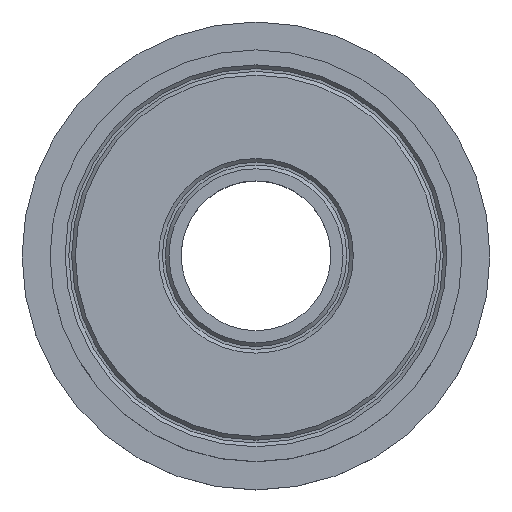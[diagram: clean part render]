
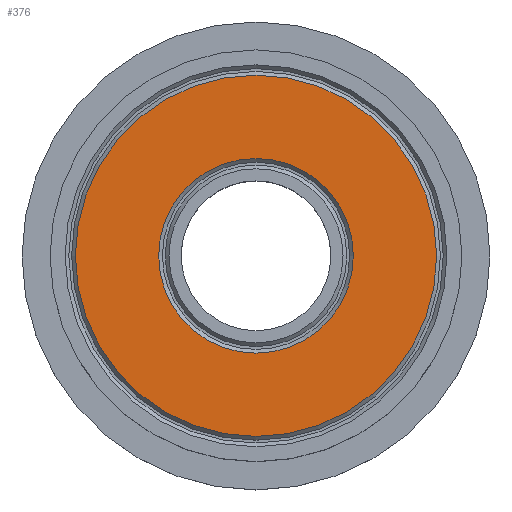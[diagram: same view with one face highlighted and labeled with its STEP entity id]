
A CAD part, top view. The second image highlights one B-rep face of the part: STEP entity #376.
In plain terms, the highlighted planar face has unit normal (0, 0, 1).
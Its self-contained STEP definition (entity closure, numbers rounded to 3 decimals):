
#16=FACE_BOUND('',#84,.T.);
#27=PLANE('',#426);
#52=FACE_OUTER_BOUND('',#83,.T.);
#83=EDGE_LOOP('',(#280));
#84=EDGE_LOOP('',(#281));
#161=CIRCLE('',#424,5.2);
#163=CIRCLE('',#427,9.65);
#191=VERTEX_POINT('',#632);
#193=VERTEX_POINT('',#638);
#223=EDGE_CURVE('',#191,#191,#161,.T.);
#226=EDGE_CURVE('',#193,#193,#163,.T.);
#280=ORIENTED_EDGE('',*,*,#226,.F.);
#281=ORIENTED_EDGE('',*,*,#223,.F.);
#376=ADVANCED_FACE('',(#52,#16),#27,.T.);
#424=AXIS2_PLACEMENT_3D('',#633,#496,#497);
#426=AXIS2_PLACEMENT_3D('',#637,#501,#502);
#427=AXIS2_PLACEMENT_3D('',#639,#503,#504);
#496=DIRECTION('center_axis',(0.,0.,1.));
#497=DIRECTION('ref_axis',(1.,0.,0.));
#501=DIRECTION('center_axis',(0.,0.,1.));
#502=DIRECTION('ref_axis',(1.,0.,0.));
#503=DIRECTION('center_axis',(0.,0.,-1.));
#504=DIRECTION('ref_axis',(1.,0.,0.));
#632=CARTESIAN_POINT('',(-5.2,0.,7.));
#633=CARTESIAN_POINT('Origin',(0.,0.,7.));
#637=CARTESIAN_POINT('Origin',(0.,0.,7.));
#638=CARTESIAN_POINT('',(-9.65,0.,7.));
#639=CARTESIAN_POINT('Origin',(0.,0.,7.));
